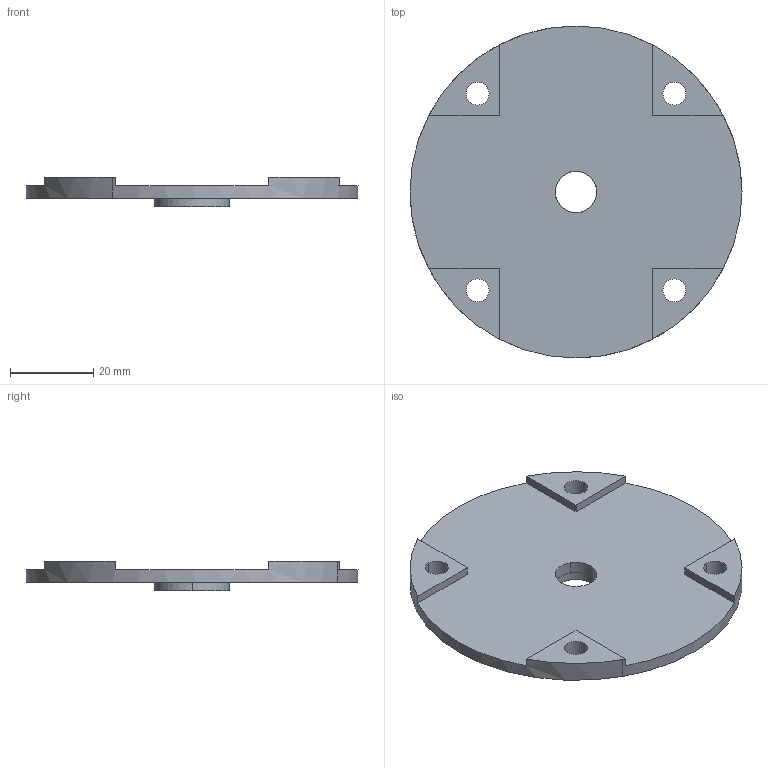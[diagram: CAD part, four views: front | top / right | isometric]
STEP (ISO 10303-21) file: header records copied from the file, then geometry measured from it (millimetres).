
FILE_DESCRIPTION(('CATIA V5 STEP Exchange'),'2;1');
FILE_NAME('Bride.stp','2023-04-07T14:55:30+00:00',('none'),('none'),'CATIA Version 5 Release 19 GA (IN-10)','CATIA V5 STEP AP203','none');
FILE_SCHEMA(('CONFIG_CONTROL_DESIGN'));
Length unit declared in the file: millimetre
Products named in the file (1): Bride
Bounding box: 80 x 80 x 7 mm (x, y, z)
Volume: 16108.6 mm3; surface area: 11542.1 mm2
Topology: 1 solids, 1 shells, 31 faces, 88 edges, 60 vertices
Faces by surface type: cylinder 16, plane 15
Entity records: 981 total; most frequent: ORIENTED_EDGE 176, CARTESIAN_POINT 165, DIRECTION 120, EDGE_CURVE 88, AXIS2_PLACEMENT_3D 61, VERTEX_POINT 60, VECTOR 44, CIRCLE 44
